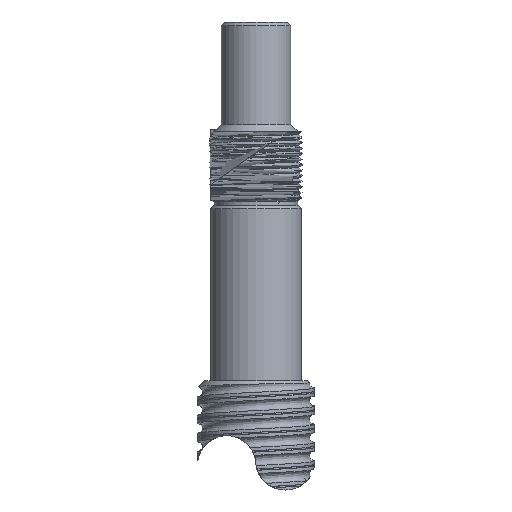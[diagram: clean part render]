
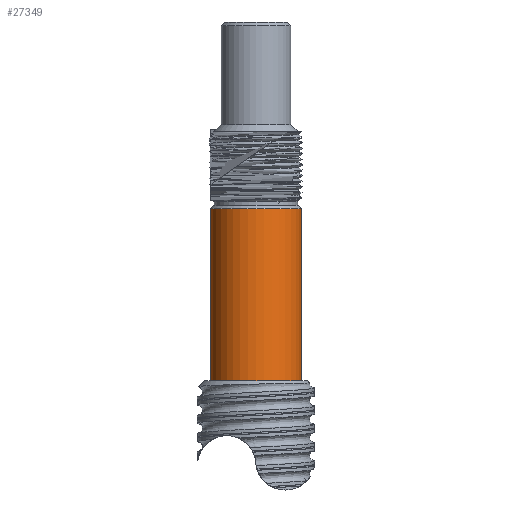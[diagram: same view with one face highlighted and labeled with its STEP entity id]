
A CAD part, left-side view. The second image highlights one B-rep face of the part: STEP entity #27349.
In plain terms, the highlighted cylindrical face has radius 12.5 mm (diameter 25 mm), a full revolution.
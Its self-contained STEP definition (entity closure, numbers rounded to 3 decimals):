
#27280=CARTESIAN_POINT('',(-0.,12.5,-51.));
#27281=VERTEX_POINT('',#27280);
#27288=CARTESIAN_POINT('',(-0.,-12.5,-51.));
#27289=VERTEX_POINT('',#27288);
#27290=CARTESIAN_POINT('',(0.,0.,-51.));
#27291=DIRECTION('',(0.,0.,1.));
#27292=DIRECTION('',(0.,-1.,0.));
#27293=AXIS2_PLACEMENT_3D('',#27290,#27291,#27292);
#27294=CIRCLE('',#27293,12.5);
#27295=EDGE_CURVE('',#27281,#27289,#27294,.T.);
#27297=CARTESIAN_POINT('',(0.,0.,-51.));
#27298=DIRECTION('',(0.,0.,1.));
#27299=DIRECTION('',(0.,-1.,0.));
#27300=AXIS2_PLACEMENT_3D('',#27297,#27298,#27299);
#27301=CIRCLE('',#27300,12.5);
#27302=EDGE_CURVE('',#27289,#27281,#27301,.T.);
#27315=CARTESIAN_POINT('',(0.,0.,-74.));
#27316=DIRECTION('',(0.,-0.,1.));
#27317=DIRECTION('',(0.,1.,0.));
#27318=AXIS2_PLACEMENT_3D('',#27315,#27316,#27317);
#27319=CYLINDRICAL_SURFACE('',#27318,12.5);
#27320=CARTESIAN_POINT('',(-0.,-12.5,-98.));
#27321=VERTEX_POINT('',#27320);
#27322=CARTESIAN_POINT('',(-0.,-12.5,-51.));
#27323=DIRECTION('',(-0.,-0.,-1.));
#27324=VECTOR('',#27323,47.);
#27325=LINE('',#27322,#27324);
#27326=EDGE_CURVE('',#27289,#27321,#27325,.T.);
#27327=ORIENTED_EDGE('',*,*,#27326,.T.);
#27328=CARTESIAN_POINT('',(0.,12.5,-98.));
#27329=VERTEX_POINT('',#27328);
#27330=CARTESIAN_POINT('',(0.,0.,-98.));
#27331=DIRECTION('',(0.,-0.,1.));
#27332=DIRECTION('',(0.,1.,0.));
#27333=AXIS2_PLACEMENT_3D('',#27330,#27331,#27332);
#27334=CIRCLE('',#27333,12.5);
#27335=EDGE_CURVE('',#27321,#27329,#27334,.T.);
#27336=ORIENTED_EDGE('',*,*,#27335,.T.);
#27337=CARTESIAN_POINT('',(0.,0.,-98.));
#27338=DIRECTION('',(0.,-0.,1.));
#27339=DIRECTION('',(0.,1.,0.));
#27340=AXIS2_PLACEMENT_3D('',#27337,#27338,#27339);
#27341=CIRCLE('',#27340,12.5);
#27342=EDGE_CURVE('',#27329,#27321,#27341,.T.);
#27343=ORIENTED_EDGE('',*,*,#27342,.T.);
#27344=ORIENTED_EDGE('',*,*,#27326,.F.);
#27345=ORIENTED_EDGE('',*,*,#27295,.F.);
#27346=ORIENTED_EDGE('',*,*,#27302,.F.);
#27347=EDGE_LOOP('',(#27327,#27336,#27343,#27344,#27345,#27346));
#27348=FACE_BOUND('',#27347,.T.);
#27349=ADVANCED_FACE('',(#27348),#27319,.T.);
